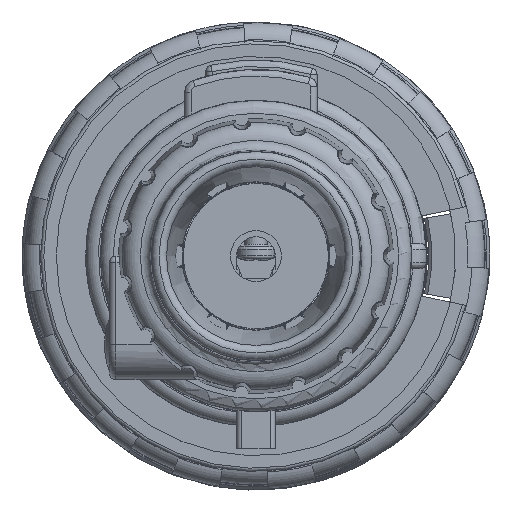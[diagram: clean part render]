
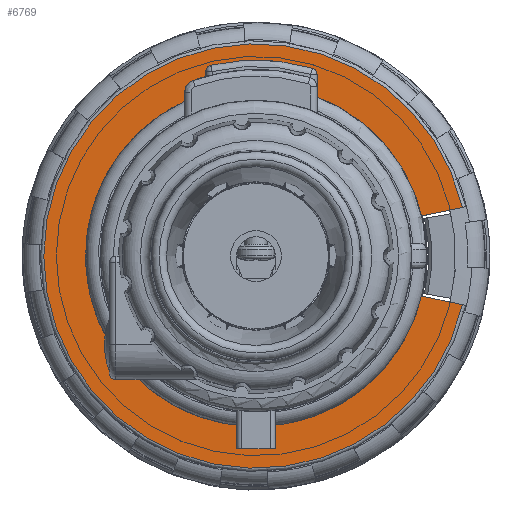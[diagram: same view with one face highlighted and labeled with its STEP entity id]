
A CAD part, front view. The second image highlights one B-rep face of the part: STEP entity #6769.
In plain terms, the highlighted planar face has unit normal (0, -1, 0).
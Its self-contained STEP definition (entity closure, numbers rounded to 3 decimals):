
#635=FACE_BOUND('',#9631,.T.);
#636=FACE_BOUND('',#9632,.T.);
#637=FACE_BOUND('',#9633,.T.);
#798=ELLIPSE('',#26030,30.5,30.5);
#2377=PLANE('',#26057);
#3950=LINE('',#50212,#5412);
#3951=LINE('',#50280,#5413);
#3967=LINE('',#50365,#5429);
#3970=LINE('',#50390,#5432);
#5412=VECTOR('',#32462,1.);
#5413=VECTOR('',#32473,1.);
#5429=VECTOR('',#32531,1.);
#5432=VECTOR('',#32538,1.);
#6769=ADVANCED_FACE('',(#635,#636,#637),#2377,.F.);
#9631=EDGE_LOOP('',(#16401));
#9632=EDGE_LOOP('',(#16402,#16403,#16404,#16405));
#9633=EDGE_LOOP('',(#16406,#16407,#16408,#16409,#16410,#16411));
#16401=ORIENTED_EDGE('',*,*,#22251,.T.);
#16402=ORIENTED_EDGE('',*,*,#22275,.T.);
#16403=ORIENTED_EDGE('',*,*,#22279,.T.);
#16404=ORIENTED_EDGE('',*,*,#22280,.T.);
#16405=ORIENTED_EDGE('',*,*,#22281,.F.);
#16406=ORIENTED_EDGE('',*,*,#22248,.T.);
#16407=ORIENTED_EDGE('',*,*,#22247,.T.);
#16408=ORIENTED_EDGE('',*,*,#22244,.T.);
#16409=ORIENTED_EDGE('',*,*,#22242,.T.);
#16410=ORIENTED_EDGE('',*,*,#22240,.T.);
#16411=ORIENTED_EDGE('',*,*,#22250,.T.);
#18830=VERTEX_POINT('',#50207);
#18831=VERTEX_POINT('',#50209);
#18832=VERTEX_POINT('',#50213);
#18833=VERTEX_POINT('',#50223);
#18834=VERTEX_POINT('',#50256);
#18835=VERTEX_POINT('',#50260);
#18836=VERTEX_POINT('',#50283);
#18852=VERTEX_POINT('',#50364);
#18853=VERTEX_POINT('',#50366);
#18856=VERTEX_POINT('',#50389);
#18857=VERTEX_POINT('',#50391);
#22240=EDGE_CURVE('',#18831,#18830,#23518,.T.);
#22242=EDGE_CURVE('',#18832,#18831,#3950,.T.);
#22244=EDGE_CURVE('',#18833,#18832,#23519,.T.);
#22247=EDGE_CURVE('',#18834,#18833,#798,.T.);
#22248=EDGE_CURVE('',#18835,#18834,#23520,.T.);
#22250=EDGE_CURVE('',#18830,#18835,#3951,.T.);
#22251=EDGE_CURVE('',#18836,#18836,#23521,.T.);
#22275=EDGE_CURVE('',#18853,#18852,#3967,.T.);
#22279=EDGE_CURVE('',#18852,#18856,#23529,.T.);
#22280=EDGE_CURVE('',#18856,#18857,#3970,.T.);
#22281=EDGE_CURVE('',#18853,#18857,#23530,.T.);
#23518=CIRCLE('',#26026,26.8);
#23519=CIRCLE('',#26029,1.);
#23520=CIRCLE('',#26032,1.);
#23521=CIRCLE('',#26034,26.5);
#23529=CIRCLE('',#26055,26.65);
#23530=CIRCLE('',#26056,33.);
#26026=AXIS2_PLACEMENT_3D('',#50208,#32457,#32458);
#26029=AXIS2_PLACEMENT_3D('',#50222,#32465,#32466);
#26030=AXIS2_PLACEMENT_3D('',#50257,#32467,#32468);
#26032=AXIS2_PLACEMENT_3D('',#50259,#32471,#32472);
#26034=AXIS2_PLACEMENT_3D('',#50282,#32476,#32477);
#26055=AXIS2_PLACEMENT_3D('',#50388,#32536,#32537);
#26056=AXIS2_PLACEMENT_3D('',#50392,#32539,#32540);
#26057=AXIS2_PLACEMENT_3D('',#50393,#32541,#32542);
#32457=DIRECTION('',(0.,-1.,0.));
#32458=DIRECTION('',(1.,0.,0.));
#32462=DIRECTION('',(0.,0.,-1.));
#32465=DIRECTION('',(0.,1.,0.));
#32466=DIRECTION('',(1.,0.,0.));
#32467=DIRECTION('',(0.,1.,0.));
#32468=DIRECTION('',(-0.029,0.,-1.));
#32471=DIRECTION('',(0.,1.,0.));
#32472=DIRECTION('',(1.,0.,0.));
#32473=DIRECTION('',(0.,0.,1.));
#32476=DIRECTION('',(0.,1.,0.));
#32477=DIRECTION('',(1.,0.,0.));
#32531=DIRECTION('',(-0.978,0.,0.208));
#32536=DIRECTION('',(0.,-1.,0.));
#32537=DIRECTION('',(1.,0.,0.));
#32538=DIRECTION('',(0.978,0.,0.208));
#32539=DIRECTION('',(0.,1.,0.));
#32540=DIRECTION('',(1.,0.,0.));
#32541=DIRECTION('',(0.,1.,0.));
#32542=DIRECTION('',(1.,0.,0.));
#50207=CARTESIAN_POINT('',(-7.8,1.2,25.64));
#50208=CARTESIAN_POINT('',(0.,1.2,0.));
#50209=CARTESIAN_POINT('',(9.5,1.2,25.06));
#50212=CARTESIAN_POINT('',(9.5,1.2,25.06));
#50213=CARTESIAN_POINT('',(9.5,1.2,28.249));
#50222=CARTESIAN_POINT('',(8.5,1.2,28.249));
#50223=CARTESIAN_POINT('',(8.788,1.2,29.206));
#50256=CARTESIAN_POINT('',(-7.031,1.2,29.679));
#50257=CARTESIAN_POINT('',(0.,1.2,0.));
#50259=CARTESIAN_POINT('',(-6.8,1.2,28.706));
#50260=CARTESIAN_POINT('',(-7.8,1.2,28.706));
#50280=CARTESIAN_POINT('',(-7.8,1.2,29.486));
#50282=CARTESIAN_POINT('',(0.,1.2,0.));
#50283=CARTESIAN_POINT('',(26.5,1.2,0.));
#50364=CARTESIAN_POINT('',(25.907,1.2,-6.25));
#50365=CARTESIAN_POINT('',(-1.576,1.2,-0.408));
#50366=CARTESIAN_POINT('',(32.12,1.2,-7.571));
#50388=CARTESIAN_POINT('',(0.,1.2,0.));
#50389=CARTESIAN_POINT('',(25.907,1.2,6.25));
#50390=CARTESIAN_POINT('',(-1.576,1.2,0.408));
#50391=CARTESIAN_POINT('',(32.12,1.2,7.571));
#50392=CARTESIAN_POINT('',(0.,1.2,0.));
#50393=CARTESIAN_POINT('',(-1.489,1.2,0.));
